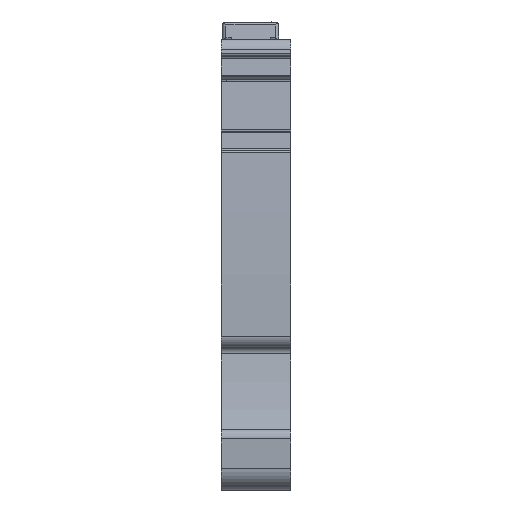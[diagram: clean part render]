
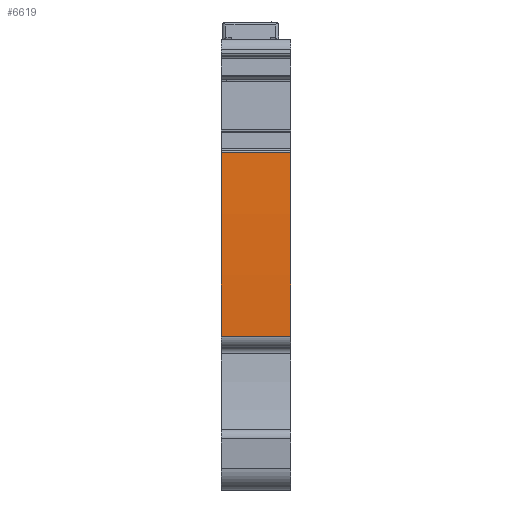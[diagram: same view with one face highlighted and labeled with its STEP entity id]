
A CAD part, front view. The second image highlights one B-rep face of the part: STEP entity #6619.
In plain terms, the highlighted cylindrical face has radius 198.503 mm (diameter 397.006 mm), a partial arc.
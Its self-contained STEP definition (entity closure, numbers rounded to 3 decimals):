
#928=AXIS2_PLACEMENT_3D('Circle Axis2P3D',#926,#927,$) ;
#935=AXIS2_PLACEMENT_3D('Circle Axis2P3D',#933,#934,$) ;
#3634=AXIS2_PLACEMENT_3D('Circle Axis2P3D',#3632,#3633,$) ;
#3641=AXIS2_PLACEMENT_3D('Circle Axis2P3D',#3639,#3640,$) ;
#5818=AXIS2_PLACEMENT_3D('Cylinder Axis2P3D',#5815,#5816,#5817) ;
#923=CARTESIAN_POINT('Vertex',(6.1,1.929,29.464)) ;
#926=CARTESIAN_POINT('Axis2P3D Location',(6.1,200.008,16.501)) ;
#930=CARTESIAN_POINT('Vertex',(6.1,1.528,13.45)) ;
#933=CARTESIAN_POINT('Axis2P3D Location',(6.1,200.419,16.508)) ;
#937=CARTESIAN_POINT('Vertex',(6.1,1.529,13.435)) ;
#3629=CARTESIAN_POINT('Vertex',(0.,1.529,13.435)) ;
#3632=CARTESIAN_POINT('Axis2P3D Location',(0.,2.529,13.45)) ;
#3636=CARTESIAN_POINT('Vertex',(0.,1.528,13.45)) ;
#3639=CARTESIAN_POINT('Axis2P3D Location',(0.,200.008,16.501)) ;
#3643=CARTESIAN_POINT('Vertex',(0.,1.929,29.464)) ;
#5815=CARTESIAN_POINT('Axis2P3D Location',(3.05,200.008,16.501)) ;
#6593=CARTESIAN_POINT('Line Origine',(3.05,1.929,29.464)) ;
#6606=CARTESIAN_POINT('Line Origine',(3.05,1.529,13.435)) ;
#927=DIRECTION('Axis2P3D Direction',(1.,0.,0.)) ;
#934=DIRECTION('Axis2P3D Direction',(1.,0.,0.)) ;
#3633=DIRECTION('Axis2P3D Direction',(1.,0.,0.)) ;
#3640=DIRECTION('Axis2P3D Direction',(1.,0.,0.)) ;
#5816=DIRECTION('Axis2P3D Direction',(1.,0.,0.)) ;
#5817=DIRECTION('Axis2P3D XDirection',(0.,-0.994,0.111)) ;
#6594=DIRECTION('Vector Direction',(1.,0.,0.)) ;
#6607=DIRECTION('Vector Direction',(1.,0.,0.)) ;
#6595=VECTOR('Line Direction',#6594,1.) ;
#6608=VECTOR('Line Direction',#6607,1.) ;
#6612=ORIENTED_EDGE('',*,*,#3645,.T.) ;
#6613=ORIENTED_EDGE('',*,*,#3638,.T.) ;
#6614=ORIENTED_EDGE('',*,*,#6610,.T.) ;
#6615=ORIENTED_EDGE('',*,*,#939,.F.) ;
#6616=ORIENTED_EDGE('',*,*,#932,.F.) ;
#6617=ORIENTED_EDGE('',*,*,#6597,.F.) ;
#6619=ADVANCED_FACE('MLD',(#6618),#5819,.T.) ;
#929=CIRCLE('generated circle',#928,198.503) ;
#936=CIRCLE('generated circle',#935,198.914) ;
#3635=CIRCLE('generated circle',#3634,1.) ;
#3642=CIRCLE('generated circle',#3641,198.503) ;
#5819=CYLINDRICAL_SURFACE('generated cylinder',#5818,198.503) ;
#932=EDGE_CURVE('',#924,#931,#929,.T.) ;
#939=EDGE_CURVE('',#931,#938,#936,.T.) ;
#3638=EDGE_CURVE('',#3637,#3630,#3635,.T.) ;
#3645=EDGE_CURVE('',#3644,#3637,#3642,.T.) ;
#6597=EDGE_CURVE('',#3644,#924,#6596,.T.) ;
#6610=EDGE_CURVE('',#3630,#938,#6609,.T.) ;
#6611=EDGE_LOOP('',(#6612,#6613,#6614,#6615,#6616,#6617)) ;
#6618=FACE_OUTER_BOUND('',#6611,.T.) ;
#6596=LINE('Line',#6593,#6595) ;
#6609=LINE('Line',#6606,#6608) ;
#924=VERTEX_POINT('',#923) ;
#931=VERTEX_POINT('',#930) ;
#938=VERTEX_POINT('',#937) ;
#3630=VERTEX_POINT('',#3629) ;
#3637=VERTEX_POINT('',#3636) ;
#3644=VERTEX_POINT('',#3643) ;
